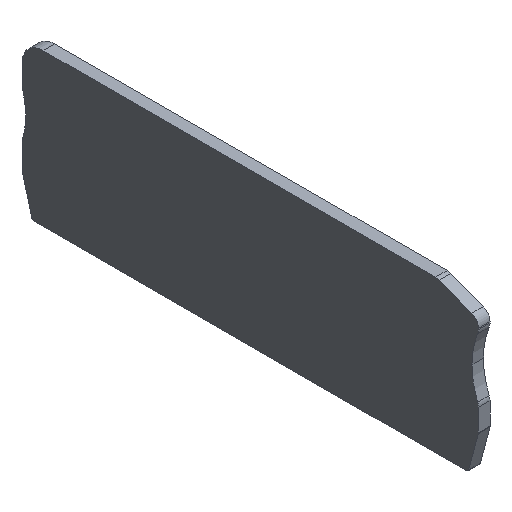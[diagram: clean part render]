
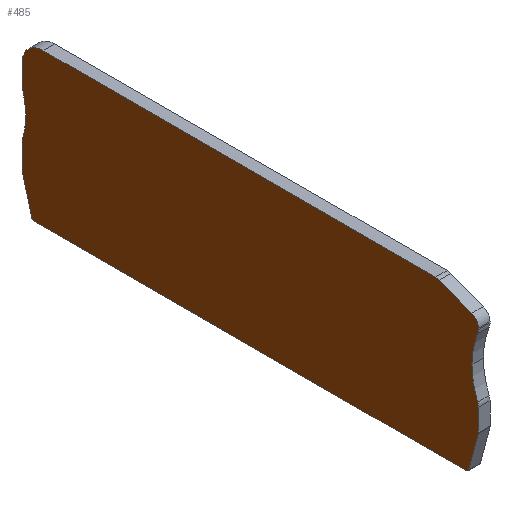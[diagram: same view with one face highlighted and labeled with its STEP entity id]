
A CAD part, isometric view. The second image highlights one B-rep face of the part: STEP entity #485.
In plain terms, the highlighted planar face has unit normal (-1, 0, 0).
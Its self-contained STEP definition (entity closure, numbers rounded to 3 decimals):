
#9=CARTESIAN_POINT('',(0.,-76.582,27.05));
#10=DIRECTION('',(-1.,0.,0.));
#11=DIRECTION('',(0.,-0.359,0.933));
#12=AXIS2_PLACEMENT_3D('',#9,#10,#11);
#14=DIRECTION('',(0.,0.933,0.359));
#15=VECTOR('',#14,6.615);
#16=CARTESIAN_POINT('',(0.,-83.474,26.543));
#17=LINE('',#16,#15);
#18=CARTESIAN_POINT('',(0.,-82.756,24.676));
#19=DIRECTION('',(-1.,0.,0.));
#20=DIRECTION('',(0.,-1.,0.));
#21=AXIS2_PLACEMENT_3D('',#18,#19,#20);
#23=CARTESIAN_POINT('',(0.,-82.756,
24.454));
#24=DIRECTION('',(-1.,0.,0.));
#25=DIRECTION('',(0.,-0.926,-0.377));
#26=AXIS2_PLACEMENT_3D('',#23,#24,#25);
#28=CARTESIAN_POINT('',(0.,-98.504,18.05));
#29=DIRECTION('',(1.,0.,0.));
#30=DIRECTION('',(0.,1.,0.));
#31=AXIS2_PLACEMENT_3D('',#28,#29,#30);
#33=CARTESIAN_POINT('',(0.,-98.504,18.05));
#34=DIRECTION('',(1.,0.,0.));
#35=DIRECTION('',(0.,0.926,-0.377));
#36=AXIS2_PLACEMENT_3D('',#33,#34,#35);
#38=CARTESIAN_POINT('',(0.,-82.756,11.646));
#39=DIRECTION('',(-1.,0.,0.));
#40=DIRECTION('',(0.,-1.,0.));
#41=AXIS2_PLACEMENT_3D('',#38,#39,#40);
#43=CARTESIAN_POINT('',(0.,-84.256,7.381));
#44=DIRECTION('',(-1.,0.,0.));
#45=DIRECTION('',(0.,-0.966,-0.259));
#46=AXIS2_PLACEMENT_3D('',#43,#44,#45);
#48=DIRECTION('',(0.,-0.259,0.966));
#49=VECTOR('',#48,7.124);
#50=CARTESIAN_POINT('',(0.,-82.895,0.371));
#51=LINE('',#50,#49);
#52=CARTESIAN_POINT('',(0.,-82.412,0.5));
#53=DIRECTION('',(-1.,0.,0.));
#54=DIRECTION('',(0.,0.,-1.));
#55=AXIS2_PLACEMENT_3D('',#52,#53,#54);
#57=CARTESIAN_POINT('',(0.,0.,0.5));
#58=DIRECTION('',(-1.,0.,0.));
#59=DIRECTION('',(0.,0.966,-0.259));
#60=AXIS2_PLACEMENT_3D('',#57,#58,#59);
#62=DIRECTION('',(0.,-0.259,-0.966));
#63=VECTOR('',#62,7.124);
#64=CARTESIAN_POINT('',(0.,2.327,7.252));
#65=LINE('',#64,#63);
#66=CARTESIAN_POINT('',(0.,1.844,7.381));
#67=DIRECTION('',(-1.,0.,0.));
#68=DIRECTION('',(0.,1.,0.));
#69=AXIS2_PLACEMENT_3D('',#66,#67,#68);
#71=CARTESIAN_POINT('',(0.,0.344,
11.753));
#72=DIRECTION('',(-1.,0.,0.));
#73=DIRECTION('',(0.,0.959,0.282));
#74=AXIS2_PLACEMENT_3D('',#71,#72,#73);
#76=CARTESIAN_POINT('',(0.,16.653,16.55));
#77=DIRECTION('',(1.,0.,0.));
#78=DIRECTION('',(0.,-1.,0.));
#79=AXIS2_PLACEMENT_3D('',#76,#77,#78);
#81=CARTESIAN_POINT('',(0.,16.653,16.55));
#82=DIRECTION('',(1.,0.,0.));
#83=DIRECTION('',(0.,-0.959,0.282));
#84=AXIS2_PLACEMENT_3D('',#81,#82,#83);
#86=CARTESIAN_POINT('',(0.,0.344,
21.347));
#87=DIRECTION('',(-1.,0.,0.));
#88=DIRECTION('',(0.,1.,0.));
#89=AXIS2_PLACEMENT_3D('',#86,#87,#88);
#91=CARTESIAN_POINT('',(0.,-1.656,25.05));
#92=DIRECTION('',(-1.,0.,0.));
#93=DIRECTION('',(0.,0.,1.));
#94=AXIS2_PLACEMENT_3D('',#91,#92,#93);
#223=DIRECTION('',(0.,0.,-1.));
#224=VECTOR('',#223,0.222);
#225=CARTESIAN_POINT('',(0.,-84.756,24.676));
#226=LINE('',#225,#224);
#247=DIRECTION('',(0.,0.,-1.));
#248=VECTOR('',#247,4.265);
#249=CARTESIAN_POINT('',(0.,-84.756,11.646));
#250=LINE('',#249,#248);
#267=DIRECTION('',(0.,1.,0.));
#268=VECTOR('',#267,82.412);
#269=CARTESIAN_POINT('',(0.,-82.412,0.));
#270=LINE('',#269,#268);
#279=DIRECTION('',(0.,-1.,0.));
#280=VECTOR('',#279,74.926);
#281=CARTESIAN_POINT('',(0.,-1.656,29.05));
#282=LINE('',#281,#280);
#291=DIRECTION('',(0.,0.,1.));
#292=VECTOR('',#291,3.703);
#293=CARTESIAN_POINT('',(0.,2.344,
21.347));
#294=LINE('',#293,#292);
#315=DIRECTION('',(0.,0.,1.));
#316=VECTOR('',#315,4.371);
#317=CARTESIAN_POINT('',(0.,2.344,7.381));
#318=LINE('',#317,#316);
#319=CARTESIAN_POINT('',(0.,2.344,7.381));
#320=CARTESIAN_POINT('',(0.,2.327,7.252));
#321=VERTEX_POINT('',#319);
#322=VERTEX_POINT('',#320);
#327=CARTESIAN_POINT('',(0.,0.483,
0.371));
#329=VERTEX_POINT('',#327);
#373=CARTESIAN_POINT('',(0.,-76.582,29.05));
#374=VERTEX_POINT('',#373);
#375=CARTESIAN_POINT('',(0.,-77.3,28.917));
#376=VERTEX_POINT('',#375);
#377=CARTESIAN_POINT('',(0.,-83.474,26.543));
#378=VERTEX_POINT('',#377);
#379=CARTESIAN_POINT('',(0.,-84.756,24.676));
#380=VERTEX_POINT('',#379);
#381=CARTESIAN_POINT('',(0.,-84.756,24.454));
#382=VERTEX_POINT('',#381);
#383=CARTESIAN_POINT('',(0.,-84.609,
23.7));
#384=VERTEX_POINT('',#383);
#385=CARTESIAN_POINT('',(0.,-83.504,18.05));
#386=VERTEX_POINT('',#385);
#387=CARTESIAN_POINT('',(0.,-84.609,
12.4));
#388=VERTEX_POINT('',#387);
#389=CARTESIAN_POINT('',(0.,-84.756,11.646));
#390=VERTEX_POINT('',#389);
#391=CARTESIAN_POINT('',(0.,-84.756,7.381));
#392=VERTEX_POINT('',#391);
#393=CARTESIAN_POINT('',(0.,-84.739,7.252));
#394=VERTEX_POINT('',#393);
#395=CARTESIAN_POINT('',(0.,-82.895,0.371));
#396=VERTEX_POINT('',#395);
#397=CARTESIAN_POINT('',(0.,-82.412,0.));
#398=VERTEX_POINT('',#397);
#399=CARTESIAN_POINT('',(0.,0.,0.));
#400=VERTEX_POINT('',#399);
#401=CARTESIAN_POINT('',(0.,-1.656,29.05));
#402=VERTEX_POINT('',#401);
#403=CARTESIAN_POINT('',(0.,2.344,25.05));
#404=VERTEX_POINT('',#403);
#405=CARTESIAN_POINT('',(0.,2.344,
21.347));
#406=VERTEX_POINT('',#405);
#407=CARTESIAN_POINT('',(0.,2.263,
20.783));
#408=VERTEX_POINT('',#407);
#409=CARTESIAN_POINT('',(0.,1.653,16.55));
#410=VERTEX_POINT('',#409);
#411=CARTESIAN_POINT('',(0.,2.263,
12.317));
#412=VERTEX_POINT('',#411);
#413=CARTESIAN_POINT('',(0.,2.344,
11.753));
#414=VERTEX_POINT('',#413);
#431=CARTESIAN_POINT('',(0.,-32.791,6.356));
#432=DIRECTION('',(-1.,0.,0.));
#433=DIRECTION('',(0.,0.,1.));
#434=AXIS2_PLACEMENT_3D('',#431,#432,#433);
#435=PLANE('',#434);
#437=ORIENTED_EDGE('',*,*,#436,.F.);
#439=ORIENTED_EDGE('',*,*,#438,.F.);
#441=ORIENTED_EDGE('',*,*,#440,.F.);
#443=ORIENTED_EDGE('',*,*,#442,.T.);
#445=ORIENTED_EDGE('',*,*,#444,.F.);
#447=ORIENTED_EDGE('',*,*,#446,.F.);
#449=ORIENTED_EDGE('',*,*,#448,.F.);
#451=ORIENTED_EDGE('',*,*,#450,.F.);
#453=ORIENTED_EDGE('',*,*,#452,.T.);
#455=ORIENTED_EDGE('',*,*,#454,.F.);
#457=ORIENTED_EDGE('',*,*,#456,.F.);
#459=ORIENTED_EDGE('',*,*,#458,.F.);
#461=ORIENTED_EDGE('',*,*,#460,.T.);
#463=ORIENTED_EDGE('',*,*,#462,.F.);
#465=ORIENTED_EDGE('',*,*,#464,.F.);
#466=ORIENTED_EDGE('',*,*,#420,.F.);
#468=ORIENTED_EDGE('',*,*,#467,.T.);
#470=ORIENTED_EDGE('',*,*,#469,.F.);
#472=ORIENTED_EDGE('',*,*,#471,.F.);
#474=ORIENTED_EDGE('',*,*,#473,.F.);
#476=ORIENTED_EDGE('',*,*,#475,.F.);
#478=ORIENTED_EDGE('',*,*,#477,.T.);
#480=ORIENTED_EDGE('',*,*,#479,.F.);
#482=ORIENTED_EDGE('',*,*,#481,.T.);
#483=EDGE_LOOP('',(#437,#439,#441,#443,#445,#447,#449,#451,#453,#455,#457,#459,
#461,#463,#465,#466,#468,#470,#472,#474,#476,#478,#480,#482));
#484=FACE_OUTER_BOUND('',#483,.F.);
#13=CIRCLE('',#12,2.);
#22=CIRCLE('',#21,2.);
#27=CIRCLE('',#26,2.);
#32=CIRCLE('',#31,15.);
#37=CIRCLE('',#36,15.);
#42=CIRCLE('',#41,2.);
#47=CIRCLE('',#46,0.5);
#56=CIRCLE('',#55,0.5);
#61=CIRCLE('',#60,0.5);
#70=CIRCLE('',#69,0.5);
#75=CIRCLE('',#74,2.);
#80=CIRCLE('',#79,15.);
#85=CIRCLE('',#84,15.);
#90=CIRCLE('',#89,2.);
#95=CIRCLE('',#94,4.);
#420=EDGE_CURVE('',#321,#322,#70,.T.);
#436=EDGE_CURVE('',#376,#374,#13,.T.);
#438=EDGE_CURVE('',#378,#376,#17,.T.);
#440=EDGE_CURVE('',#380,#378,#22,.T.);
#442=EDGE_CURVE('',#380,#382,#226,.T.);
#444=EDGE_CURVE('',#384,#382,#27,.T.);
#446=EDGE_CURVE('',#386,#384,#32,.T.);
#448=EDGE_CURVE('',#388,#386,#37,.T.);
#450=EDGE_CURVE('',#390,#388,#42,.T.);
#452=EDGE_CURVE('',#390,#392,#250,.T.);
#454=EDGE_CURVE('',#394,#392,#47,.T.);
#456=EDGE_CURVE('',#396,#394,#51,.T.);
#458=EDGE_CURVE('',#398,#396,#56,.T.);
#460=EDGE_CURVE('',#398,#400,#270,.T.);
#462=EDGE_CURVE('',#329,#400,#61,.T.);
#464=EDGE_CURVE('',#322,#329,#65,.T.);
#467=EDGE_CURVE('',#321,#414,#318,.T.);
#469=EDGE_CURVE('',#412,#414,#75,.T.);
#471=EDGE_CURVE('',#410,#412,#80,.T.);
#473=EDGE_CURVE('',#408,#410,#85,.T.);
#475=EDGE_CURVE('',#406,#408,#90,.T.);
#477=EDGE_CURVE('',#406,#404,#294,.T.);
#479=EDGE_CURVE('',#402,#404,#95,.T.);
#481=EDGE_CURVE('',#402,#374,#282,.T.);
#485=ADVANCED_FACE('',(#484),#435,.T.);
